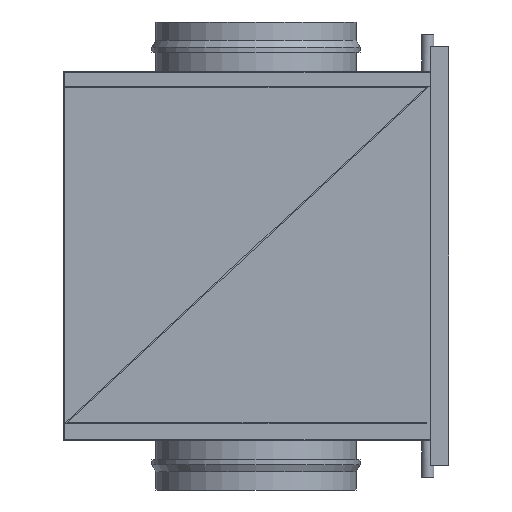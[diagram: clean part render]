
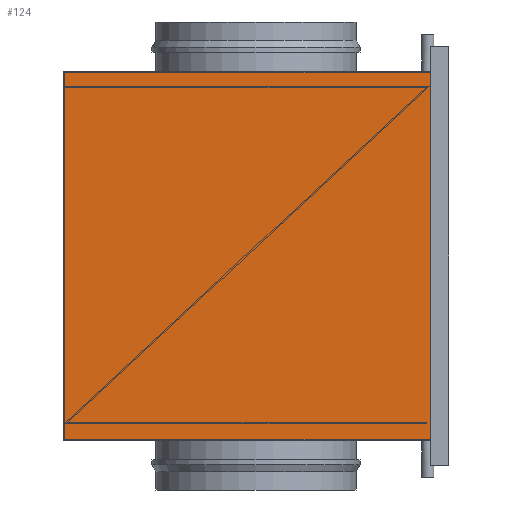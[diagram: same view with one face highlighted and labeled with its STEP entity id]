
A CAD part, front view. The second image highlights one B-rep face of the part: STEP entity #124.
In plain terms, the highlighted planar face has unit normal (0, -1, 0).
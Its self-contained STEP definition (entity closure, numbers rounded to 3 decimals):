
#39 = VERTEX_POINT ( 'NONE', #482 ) ;
#41 = EDGE_CURVE ( 'NONE', #39, #42, #481, .T. ) ;
#42 = VERTEX_POINT ( 'NONE', #477 ) ;
#101 = VERTEX_POINT ( 'NONE', #564 ) ;
#103 = EDGE_CURVE ( 'NONE', #101, #104, #563, .T. ) ;
#104 = VERTEX_POINT ( 'NONE', #559 ) ;
#124 = ADVANCED_FACE ( 'NONE', ( #598 ), #596, .F. ) ;
#125 = EDGE_LOOP ( 'NONE', ( #126, #127, #128, #130 ) ) ;
#126 = ORIENTED_EDGE ( 'NONE', *, *, #139, .F. ) ;
#127 = ORIENTED_EDGE ( 'NONE', *, *, #41, .T. ) ;
#128 = ORIENTED_EDGE ( 'NONE', *, *, #129, .T. ) ;
#129 = EDGE_CURVE ( 'NONE', #42, #104, #597, .T. ) ;
#130 = ORIENTED_EDGE ( 'NONE', *, *, #103, .F. ) ;
#139 = EDGE_CURVE ( 'NONE', #39, #101, #641, .T. ) ;
#477 = CARTESIAN_POINT ( 'NONE',  ( -156.5, -126.5, 150. ) ) ;
#478 = DIRECTION ( 'NONE',  ( -1., 0., 0. ) ) ;
#479 = VECTOR ( 'NONE', #478, 1000. ) ;
#480 = CARTESIAN_POINT ( 'NONE',  ( 156.5, -126.5, 150. ) ) ;
#481 = LINE ( 'NONE', #480, #479 ) ;
#482 = CARTESIAN_POINT ( 'NONE',  ( 141.5, -126.5, 150. ) ) ;
#559 = CARTESIAN_POINT ( 'NONE',  ( -156.5, -126.5, -150. ) ) ;
#560 = DIRECTION ( 'NONE',  ( -1., 0., 0. ) ) ;
#561 = VECTOR ( 'NONE', #560, 1000. ) ;
#562 = CARTESIAN_POINT ( 'NONE',  ( 156.5, -126.5, -150. ) ) ;
#563 = LINE ( 'NONE', #562, #561 ) ;
#564 = CARTESIAN_POINT ( 'NONE',  ( 141.5, -126.5, -150. ) ) ;
#592 = DIRECTION ( 'NONE',  ( 0., 0., 1. ) ) ;
#593 = DIRECTION ( 'NONE',  ( 0., 1., 0. ) ) ;
#594 = CARTESIAN_POINT ( 'NONE',  ( 156.5, -126.5, 150. ) ) ;
#595 = AXIS2_PLACEMENT_3D ( 'NONE', #594, #593, #592 ) ;
#596 = PLANE ( 'NONE',  #595 ) ;
#597 = LINE ( 'NONE', #654, #653 ) ;
#598 = FACE_OUTER_BOUND ( 'NONE', #125, .T. ) ;
#638 = DIRECTION ( 'NONE',  ( 0., 0., -1. ) ) ;
#639 = VECTOR ( 'NONE', #638, 1000. ) ;
#640 = CARTESIAN_POINT ( 'NONE',  ( 141.5, -126.5, 150. ) ) ;
#641 = LINE ( 'NONE', #640, #639 ) ;
#652 = DIRECTION ( 'NONE',  ( 0., 0., -1. ) ) ;
#653 = VECTOR ( 'NONE', #652, 1000. ) ;
#654 = CARTESIAN_POINT ( 'NONE',  ( -156.5, -126.5, 150. ) ) ;
